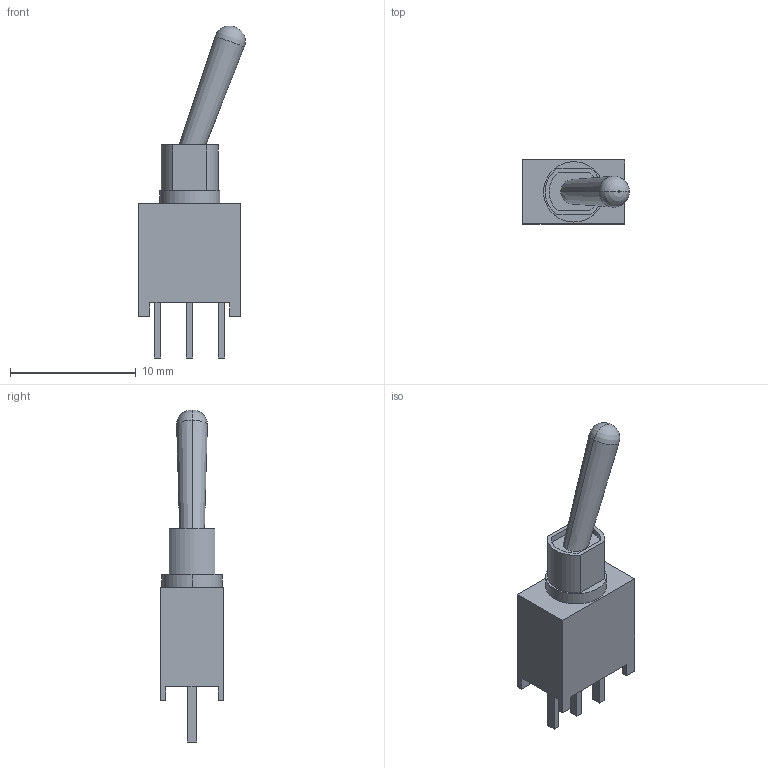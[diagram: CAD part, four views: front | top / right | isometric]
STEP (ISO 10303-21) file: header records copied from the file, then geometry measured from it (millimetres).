
FILE_DESCRIPTION(('FreeCAD Model'),'2;1');
FILE_NAME('User Library-2AS1T1A1M2QES.step', '2017-03-30T08:10:49',('Author'),(''), 'Open CASCADE STEP processor 6.8','FreeCAD','Unknown');
FILE_SCHEMA(('AUTOMOTIVE_DESIGN_CC2 { 1 2 10303 214 -1 1 5 4 }'));
Length unit declared in the file: millimetre
Products named in the file (2): ASSEMBLY; User_Library-2AS1T1A1M2QES
Assembly tree (1 placements, depth 2):
  ASSEMBLY
    User_Library-2AS1T1A1M2QES
Bounding box: 8.49 x 5.08 x 26.41 mm (x, y, z)
Surface area: 480 mm2 (no closed solid volume)
Topology: 0 solids, 52 shells, 52 faces, 258 edges, 258 vertices
Faces by surface type: plane 40, cylinder 8, revolution 2, cone 2
Entity records: 5855 total; most frequent: CARTESIAN_POINT 2084, DIRECTION 599, LINE 404, VECTOR 404, ORIENTED_EDGE 258, EDGE_CURVE 258, VERTEX_POINT 258, SURFACE_CURVE 258
